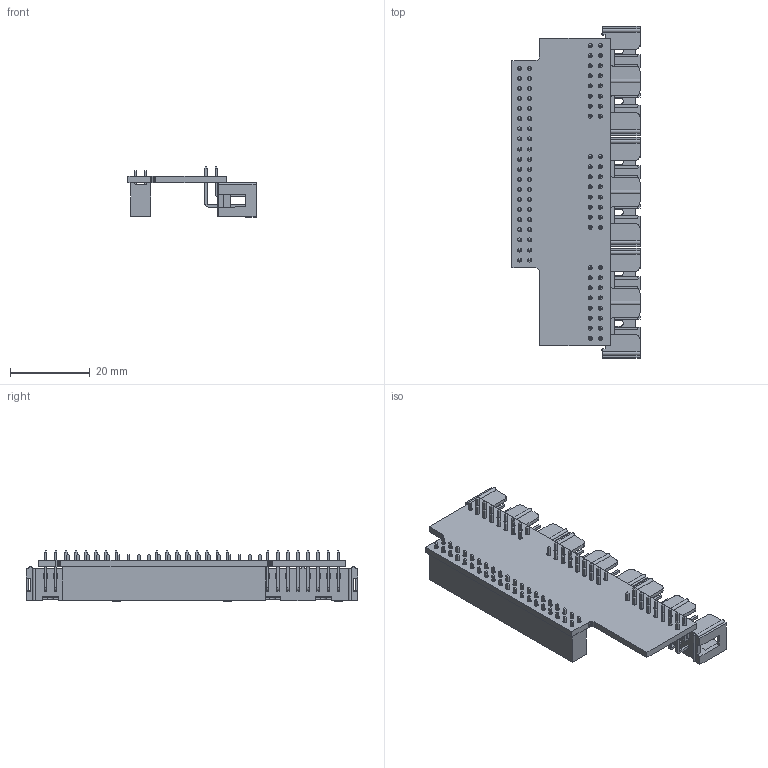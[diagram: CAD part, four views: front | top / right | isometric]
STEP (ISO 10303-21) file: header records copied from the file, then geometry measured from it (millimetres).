
FILE_DESCRIPTION (( 'STEP AP214' ), '1' );
FILE_NAME ('RPI-HUB75-P-3.STEP', '2016-07-06T09:55:16', ( 'zveris' ), ( '' ), 'SwSTEP 2.0', 'SolidWorks 2015', '' );
FILE_SCHEMA (( 'AUTOMOTIVE_DESIGN' ));
Length unit declared in the file: millimetre
Products named in the file (8): 3M_N2516-5002RB; Open CASCADE STEP translator 6.2 1.3.1.1; RPI-HUB75-P-3; header_2x20_f; PCB_passive3; P3; P4; P2
Assembly tree (9 placements, depth 4):
  RPI-HUB75-P-3
    P2
      3M_N2516-5002RB
        Open CASCADE STEP translator 6.2 1.3.1.1
    P4
      3M_N2516-5002RB
        Open CASCADE STEP translator 6.2 1.3.1.1
    P3
      3M_N2516-5002RB
        Open CASCADE STEP translator 6.2 1.3.1.1
    PCB_passive3
    header_2x20_f
Bounding box: 32.22 x 83.52 x 12.62 mm (x, y, z)
Volume: 7251 mm3; surface area: 12964.9 mm2
Topology: 125 solids, 125 shells, 2467 faces, 6035 edges, 3834 vertices
Faces by surface type: plane 2102, cylinder 365
Entity records: 50953 total; most frequent: CARTESIAN_POINT 7168, ORIENTED_EDGE 7034, DIRECTION 6806, EDGE_CURVE 3517, VECTOR 3038, LINE 3038, VERTEX_POINT 2246, AXIS2_PLACEMENT_3D 1884
